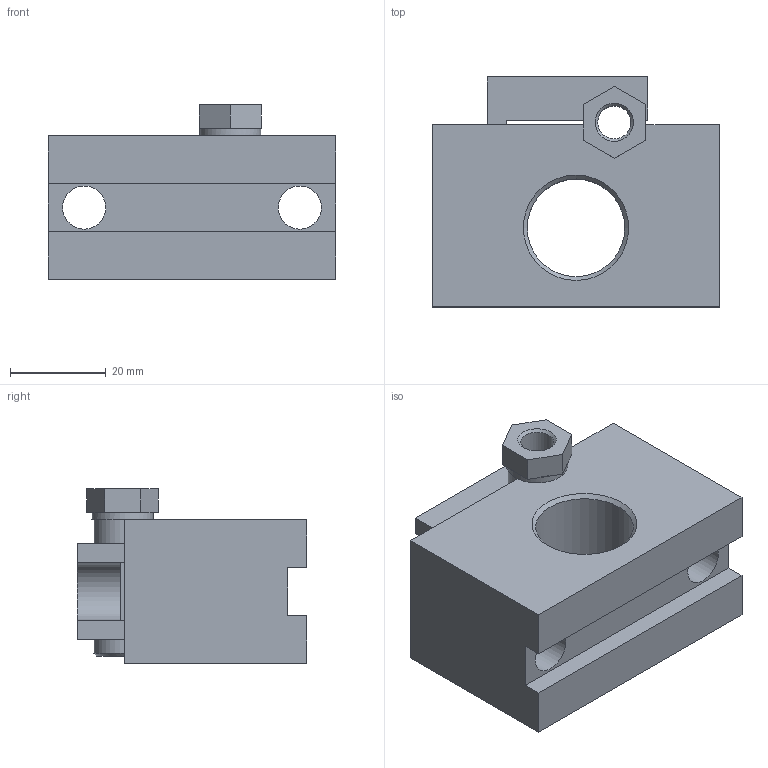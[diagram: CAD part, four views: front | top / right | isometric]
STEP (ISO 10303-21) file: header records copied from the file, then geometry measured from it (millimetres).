
FILE_DESCRIPTION(/* description */ ('STEP AP214'),/* implementation_level */ '2;1');
FILE_NAME(/* name */ '34581_YSRF-S-16-C',/* time_stamp */ '2024-09-18T13:45:25+02:00',/* author */ ('License CC BY-ND 4.0'),/* organization */ ('CADENAS'),/* preprocessor_version */ 'ST-DEVELOPER v19.3',/* originating_system */ 'PARTsolutions',/* authorisation */ ' ');
FILE_SCHEMA (('AUTOMOTIVE_DESIGN {1 0 10303 214 3 1 1}'));
Length unit declared in the file: millimetre
Products named in the file (1): 34581 YSRF-S-16-C
Bounding box: 60 x 48 x 36.5 mm (x, y, z)
Volume: 56696.2 mm3; surface area: 16808.6 mm2
Topology: 1 solids, 1 shells, 58 faces, 160 edges, 105 vertices
Faces by surface type: plane 38, cylinder 13, cone 7
Full cylindrical faces by diameter (mm): 3.242 x1, 6.917 x1, 9 x2, 12.8 x1, 20.376 x1
Entity records: 1817 total; most frequent: CARTESIAN_POINT 326, DIRECTION 292, ORIENTED_EDGE 288, EDGE_CURVE 144, LINE 104, VECTOR 104, VERTEX_POINT 101, AXIS2_PLACEMENT_3D 94
